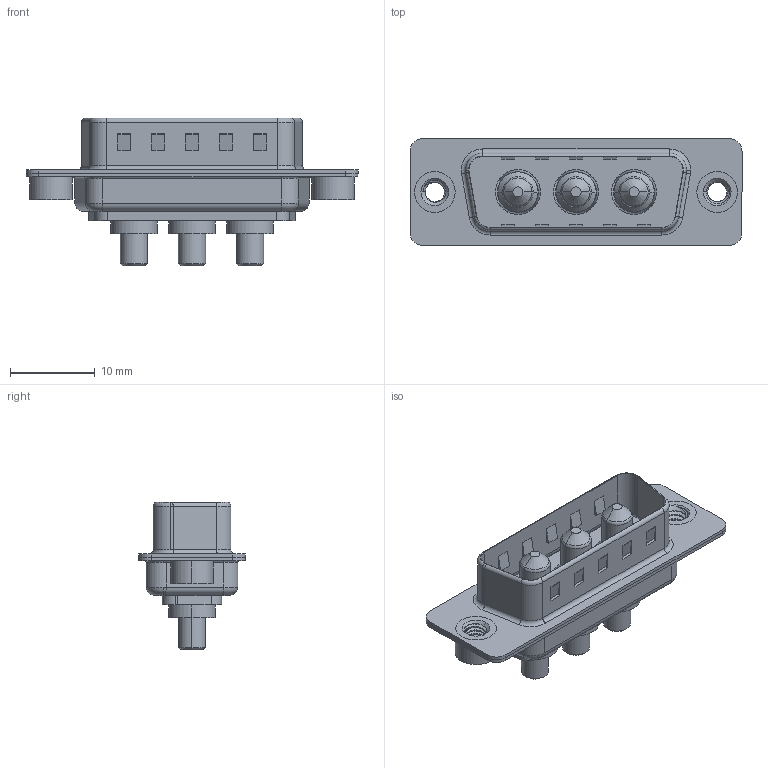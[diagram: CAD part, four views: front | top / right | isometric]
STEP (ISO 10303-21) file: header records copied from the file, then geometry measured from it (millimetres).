
FILE_DESCRIPTION (( 'STEP AP203' ), '1' );
FILE_NAME ('627-3W3-624-3TA.STEP', '2019-05-24T18:00:08', ( '' ), ( '' ), 'SwSTEP 2.0', 'SolidWorks 2016', '' );
FILE_SCHEMA (( 'CONFIG_CONTROL_DESIGN' ));
Length unit declared in the file: millimetre
Products named in the file (7): 627Combo Shell Rear_15 Contacts; 627Combo Shell Front_15 Contacts; 627Combo Threaded Rivet_A; Power Pin_30A S; 627Combo Threaded Rivet_2; 627-3W3-624-3TA; 627Combo Housing_3W3
Assembly tree (8 placements, depth 2):
  627-3W3-624-3TA
    627Combo Housing_3W3
    627Combo Shell Rear_15 Contacts
    627Combo Shell Front_15 Contacts
    627Combo Threaded Rivet_A
    Power Pin_30A S  x3
    627Combo Threaded Rivet_2
Bounding box: 39.15 x 12.6 x 17.4 mm (x, y, z)
Volume: 2071.4 mm3; surface area: 4719.2 mm2
Topology: 11 solids, 11 shells, 459 faces, 1109 edges, 692 vertices
Faces by surface type: cylinder 191, plane 169, torus 56, cone 31, bspline 12
Entity records: 15526 total; most frequent: CARTESIAN_POINT 5357, DIRECTION 2035, ORIENTED_EDGE 1922, EDGE_CURVE 961, AXIS2_PLACEMENT_3D 765, VERTEX_POINT 604, VECTOR 505, LINE 505
